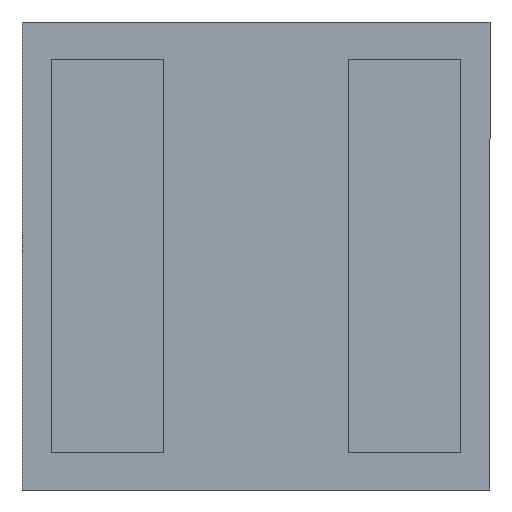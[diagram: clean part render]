
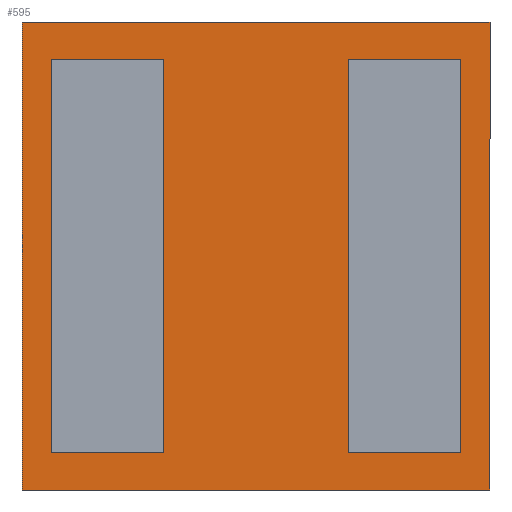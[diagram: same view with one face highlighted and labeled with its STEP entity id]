
A CAD part, front view. The second image highlights one B-rep face of the part: STEP entity #595.
In plain terms, the highlighted planar face has unit normal (0, -1, 0).
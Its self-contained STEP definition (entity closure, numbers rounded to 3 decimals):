
#2 = ORIENTED_EDGE ( 'NONE', *, *, #60, .F. ) ;
#4 = CARTESIAN_POINT ( 'NONE',  ( 1.598, 0.05, -1.598 ) ) ;
#19 = CARTESIAN_POINT ( 'NONE',  ( -1.4, 0.05, 1.345 ) ) ;
#23 = CARTESIAN_POINT ( 'NONE',  ( 1.598, 0.05, 1.598 ) ) ;
#24 = DIRECTION ( 'NONE',  ( 1., 0., 0. ) ) ;
#29 = DIRECTION ( 'NONE',  ( 0., 0., 1. ) ) ;
#35 = DIRECTION ( 'NONE',  ( 0., 0., 1. ) ) ;
#42 = DIRECTION ( 'NONE',  ( 0., 0., -1. ) ) ;
#55 = VECTOR ( 'NONE', #29, 1000. ) ;
#59 = LINE ( 'NONE', #267, #447 ) ;
#60 = EDGE_CURVE ( 'NONE', #437, #481, #668, .T. ) ;
#65 = VECTOR ( 'NONE', #108, 1000. ) ;
#66 = CARTESIAN_POINT ( 'NONE',  ( -0.63, 0.05, -1.345 ) ) ;
#71 = VERTEX_POINT ( 'NONE', #66 ) ;
#92 = VECTOR ( 'NONE', #102, 1000. ) ;
#102 = DIRECTION ( 'NONE',  ( 0., 0., -1. ) ) ;
#108 = DIRECTION ( 'NONE',  ( 1., 0., 0. ) ) ;
#119 = FACE_OUTER_BOUND ( 'NONE', #930, .T. ) ;
#151 = ORIENTED_EDGE ( 'NONE', *, *, #415, .F. ) ;
#157 = VECTOR ( 'NONE', #572, 1000. ) ;
#161 = EDGE_CURVE ( 'NONE', #172, #437, #659, .T. ) ;
#162 = VECTOR ( 'NONE', #357, 1000. ) ;
#172 = VERTEX_POINT ( 'NONE', #23 ) ;
#181 = CARTESIAN_POINT ( 'NONE',  ( 1.4, 0.05, -1.345 ) ) ;
#188 = VERTEX_POINT ( 'NONE', #334 ) ;
#189 = VECTOR ( 'NONE', #754, 1000. ) ;
#211 = EDGE_CURVE ( 'NONE', #71, #575, #246, .T. ) ;
#215 = DIRECTION ( 'NONE',  ( -1., 0., 0. ) ) ;
#246 = LINE ( 'NONE', #836, #55 ) ;
#251 = VECTOR ( 'NONE', #349, 1000. ) ;
#254 = ORIENTED_EDGE ( 'NONE', *, *, #942, .F. ) ;
#255 = PLANE ( 'NONE',  #603 ) ;
#256 = EDGE_CURVE ( 'NONE', #288, #172, #871, .T. ) ;
#261 = LINE ( 'NONE', #695, #65 ) ;
#267 = CARTESIAN_POINT ( 'NONE',  ( -1.598, 0.05, -1.6 ) ) ;
#283 = VERTEX_POINT ( 'NONE', #181 ) ;
#286 = EDGE_CURVE ( 'NONE', #188, #283, #261, .T. ) ;
#288 = VERTEX_POINT ( 'NONE', #335 ) ;
#313 = FACE_BOUND ( 'NONE', #906, .T. ) ;
#318 = ORIENTED_EDGE ( 'NONE', *, *, #256, .F. ) ;
#320 = CARTESIAN_POINT ( 'NONE',  ( 1.4, 0.05, 1.345 ) ) ;
#334 = CARTESIAN_POINT ( 'NONE',  ( 0.63, 0.05, -1.345 ) ) ;
#335 = CARTESIAN_POINT ( 'NONE',  ( -1.598, 0.05, 1.598 ) ) ;
#341 = DIRECTION ( 'NONE',  ( 0., 0., 1. ) ) ;
#349 = DIRECTION ( 'NONE',  ( 0., 0., -1. ) ) ;
#357 = DIRECTION ( 'NONE',  ( 1., 0., 0. ) ) ;
#358 = DIRECTION ( 'NONE',  ( -1., 0., 0. ) ) ;
#374 = CARTESIAN_POINT ( 'NONE',  ( -1.6, 0.05, -1.598 ) ) ;
#415 = EDGE_CURVE ( 'NONE', #575, #807, #721, .T. ) ;
#428 = CARTESIAN_POINT ( 'NONE',  ( 0.63, 0.05, 1.6 ) ) ;
#437 = VERTEX_POINT ( 'NONE', #4 ) ;
#447 = VECTOR ( 'NONE', #341, 1000. ) ;
#468 = VERTEX_POINT ( 'NONE', #320 ) ;
#481 = VERTEX_POINT ( 'NONE', #548 ) ;
#489 = DIRECTION ( 'NONE',  ( 0., 1., 0. ) ) ;
#495 = VECTOR ( 'NONE', #215, 1000. ) ;
#502 = CARTESIAN_POINT ( 'NONE',  ( 1.6, 0.05, 1.345 ) ) ;
#518 = EDGE_CURVE ( 'NONE', #283, #468, #564, .T. ) ;
#522 = FACE_BOUND ( 'NONE', #795, .T. ) ;
#529 = VECTOR ( 'NONE', #42, 1000. ) ;
#546 = ORIENTED_EDGE ( 'NONE', *, *, #618, .F. ) ;
#548 = CARTESIAN_POINT ( 'NONE',  ( -1.598, 0.05, -1.598 ) ) ;
#551 = CARTESIAN_POINT ( 'NONE',  ( 1.598, 0.05, -1.6 ) ) ;
#553 = CARTESIAN_POINT ( 'NONE',  ( -1.6, 0.05, 1.598 ) ) ;
#564 = LINE ( 'NONE', #691, #189 ) ;
#572 = DIRECTION ( 'NONE',  ( -1., 0., 0. ) ) ;
#575 = VERTEX_POINT ( 'NONE', #617 ) ;
#595 = ADVANCED_FACE ( 'NONE', ( #119, #522, #313 ), #255, .F. ) ;
#603 = AXIS2_PLACEMENT_3D ( 'NONE', #918, #489, #35 ) ;
#613 = VERTEX_POINT ( 'NONE', #929 ) ;
#617 = CARTESIAN_POINT ( 'NONE',  ( -0.63, 0.05, 1.345 ) ) ;
#618 = EDGE_CURVE ( 'NONE', #807, #613, #719, .T. ) ;
#630 = CARTESIAN_POINT ( 'NONE',  ( -1.4, 0.05, 1.6 ) ) ;
#642 = CARTESIAN_POINT ( 'NONE',  ( 1.6, 0.05, 1.345 ) ) ;
#648 = EDGE_CURVE ( 'NONE', #468, #899, #907, .T. ) ;
#659 = LINE ( 'NONE', #551, #92 ) ;
#668 = LINE ( 'NONE', #374, #495 ) ;
#689 = ORIENTED_EDGE ( 'NONE', *, *, #286, .F. ) ;
#691 = CARTESIAN_POINT ( 'NONE',  ( 1.4, 0.05, 1.6 ) ) ;
#695 = CARTESIAN_POINT ( 'NONE',  ( 1.6, 0.05, -1.345 ) ) ;
#711 = ORIENTED_EDGE ( 'NONE', *, *, #957, .F. ) ;
#719 = LINE ( 'NONE', #630, #529 ) ;
#721 = LINE ( 'NONE', #642, #909 ) ;
#725 = LINE ( 'NONE', #781, #162 ) ;
#752 = ORIENTED_EDGE ( 'NONE', *, *, #161, .F. ) ;
#754 = DIRECTION ( 'NONE',  ( 0., 0., 1. ) ) ;
#766 = CARTESIAN_POINT ( 'NONE',  ( 0.63, 0.05, 1.345 ) ) ;
#781 = CARTESIAN_POINT ( 'NONE',  ( 1.6, 0.05, -1.345 ) ) ;
#782 = ORIENTED_EDGE ( 'NONE', *, *, #913, .F. ) ;
#795 = EDGE_LOOP ( 'NONE', ( #254, #799, #825, #689 ) ) ;
#799 = ORIENTED_EDGE ( 'NONE', *, *, #648, .F. ) ;
#807 = VERTEX_POINT ( 'NONE', #19 ) ;
#812 = LINE ( 'NONE', #428, #251 ) ;
#825 = ORIENTED_EDGE ( 'NONE', *, *, #518, .F. ) ;
#836 = CARTESIAN_POINT ( 'NONE',  ( -0.63, 0.05, 1.6 ) ) ;
#842 = VECTOR ( 'NONE', #24, 1000. ) ;
#853 = ORIENTED_EDGE ( 'NONE', *, *, #211, .F. ) ;
#871 = LINE ( 'NONE', #553, #842 ) ;
#899 = VERTEX_POINT ( 'NONE', #766 ) ;
#906 = EDGE_LOOP ( 'NONE', ( #853, #711, #546, #151 ) ) ;
#907 = LINE ( 'NONE', #502, #157 ) ;
#909 = VECTOR ( 'NONE', #358, 1000. ) ;
#913 = EDGE_CURVE ( 'NONE', #481, #288, #59, .T. ) ;
#918 = CARTESIAN_POINT ( 'NONE',  ( 1.6, 0.05, 1.6 ) ) ;
#929 = CARTESIAN_POINT ( 'NONE',  ( -1.4, 0.05, -1.345 ) ) ;
#930 = EDGE_LOOP ( 'NONE', ( #782, #2, #752, #318 ) ) ;
#942 = EDGE_CURVE ( 'NONE', #899, #188, #812, .T. ) ;
#957 = EDGE_CURVE ( 'NONE', #613, #71, #725, .T. ) ;
